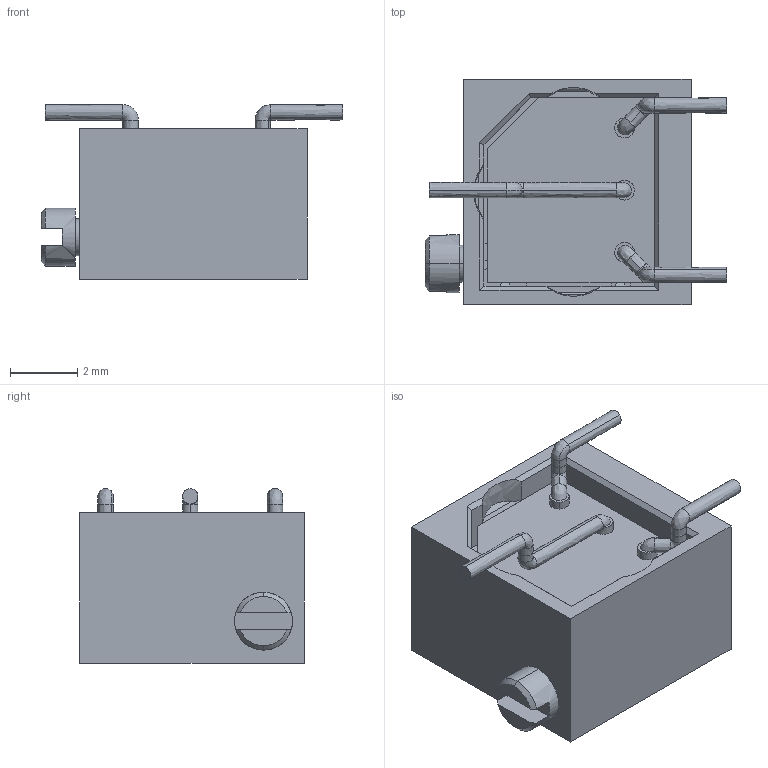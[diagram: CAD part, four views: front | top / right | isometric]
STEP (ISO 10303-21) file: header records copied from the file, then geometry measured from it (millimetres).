
FILE_DESCRIPTION((''),'2;1');
FILE_NAME('30326-90600_ASM','2008-06-30T',('minhn'),('Bourns, Inc.'),'PRO/ENGINEER BY PARAMETRIC TECHNOLOGY CORPORATION, 2001200','PRO/ENGINEER BY PARAMETRIC TECHNOLOGY CORPORATION, 2001200','');
FILE_SCHEMA(('AUTOMOTIVE_DESIGN_CC2 { 1 2 10303 214 -1 1 5 2 }'));
Length unit declared in the file: inch
Products named in the file (12): 33756-66609_AF0; 34827-624THR; 34827-624HEAD-11; 34827-62400_ASM; 34880-104SIN; 69-PIN2-P_AF0; 69-PIN13-9_AF1; 69-PIN13-9_AF0; PF-PIN1; PF-PIN2; 31335-3269P_ASM; 30326-90600_ASM
Assembly tree (12 placements, depth 3):
  30326-90600_ASM
    33756-66609_AF0
    34827-62400_ASM  x2
      34827-624THR
      34827-624HEAD-11
    31335-3269P_ASM
      34880-104SIN
      69-PIN2-P_AF0
      69-PIN13-9_AF1
      69-PIN13-9_AF0
      PF-PIN1
      PF-PIN2
Bounding box: 8.99 x 6.71 x 5.21 mm (x, y, z)
Volume: 154.7 mm3; surface area: 459 mm2
Topology: 12 solids, 12 shells, 288 faces, 685 edges, 429 vertices
Faces by surface type: bspline 288
Entity records: 12457 total; most frequent: CARTESIAN_POINT 6633, ORIENTED_EDGE 1128, DIRECTION 756, EDGE_CURVE 564, VERTEX_POINT 357, VECTOR 286, LINE 286, PRESENTATION_STYLE_ASSIGNMENT 261
